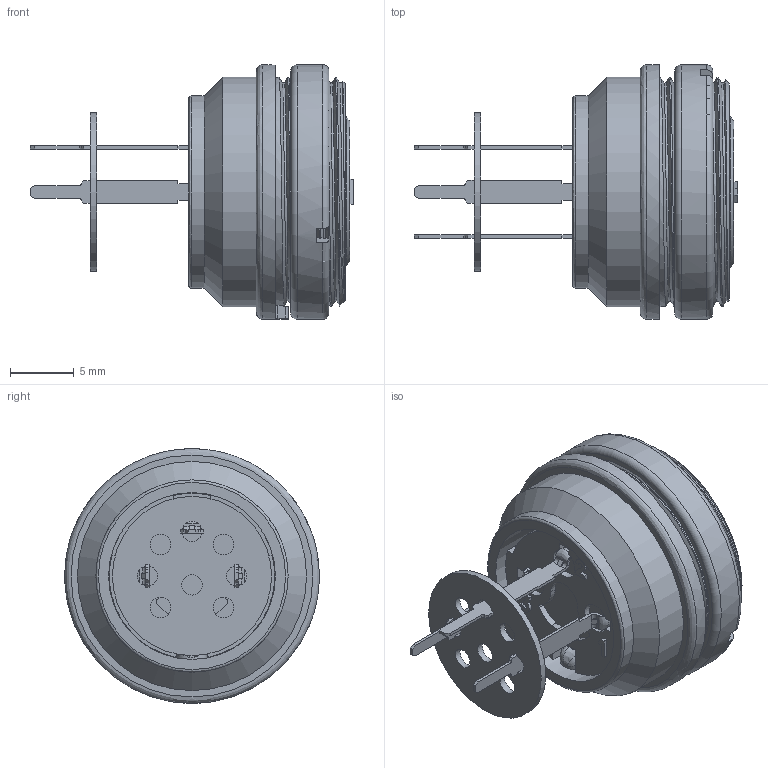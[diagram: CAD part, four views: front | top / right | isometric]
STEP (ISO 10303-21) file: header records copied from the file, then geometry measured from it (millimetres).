
FILE_DESCRIPTION(/* description */ (''),/* implementation_level */ '2;1');
FILE_NAME(/* name */ 't 3263 430 unxc001-01.stp',/* time_stamp */ '2019-07-08T15:30:00+02:00',/* author */ (''),/* organization */ (''),/* preprocessor_version */ 'ST-DEVELOPER v16.7',/* originating_system */ 'SIEMENS PLM Software NX 12.0',/* authorisation */ '');
FILE_SCHEMA (('AUTOMOTIVE_DESIGN { 1 0 10303 214 3 1 1 1 }'));
Length unit declared in the file: millimetre
Products named in the file (1): t 3263 430 unxc001-01
Bounding box: 25.4 x 20 x 20 mm (x, y, z)
Volume: 2496.2 mm3; surface area: 3266.6 mm2
Topology: 1 solids, 1 shells, 339 faces, 958 edges, 625 vertices
Faces by surface type: plane 203, cylinder 95, bspline 29, cone 9, torus 3
Full cylindrical faces by diameter (mm): 1.6 x5, 2 x2, 12.5 x1, 13.1 x1, 13.9 x1, 15.1 x1, 15.2 x5, 16.2 x1, 18 x1, 18.3 x1, 20 x2
Entity records: 14973 total; most frequent: CARTESIAN_POINT 5725, ORIENTED_EDGE 1826, DIRECTION 1555, EDGE_CURVE 913, VERTEX_POINT 610, LINE 563, VECTOR 563, AXIS2_PLACEMENT_3D 496
